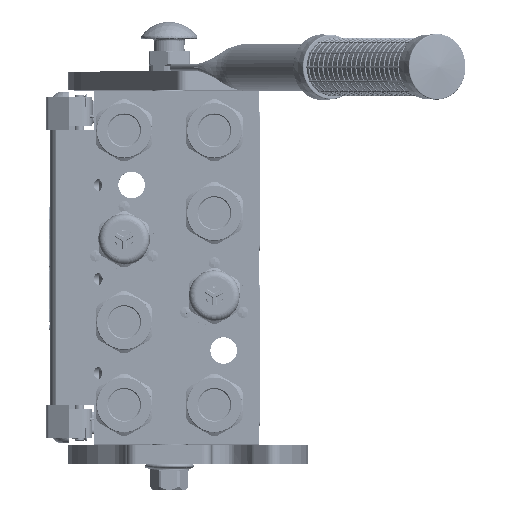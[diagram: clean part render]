
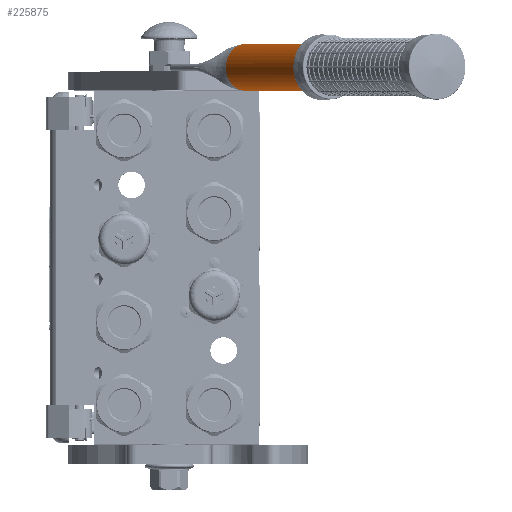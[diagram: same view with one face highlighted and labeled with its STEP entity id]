
A CAD part, top view. The second image highlights one B-rep face of the part: STEP entity #225875.
In plain terms, the highlighted cylindrical face has radius 12.5 mm (diameter 25 mm), a partial arc.
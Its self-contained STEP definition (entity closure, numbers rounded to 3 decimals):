
#3235 = CARTESIAN_POINT ( 'NONE',  ( 12.466, 0.13, -0.917 ) ) ;
#13402 = CARTESIAN_POINT ( 'NONE',  ( -12.456, 0.096, -1.087 ) ) ;
#18165 = CARTESIAN_POINT ( 'NONE',  ( 0., 198., 0. ) ) ;
#20569 = CARTESIAN_POINT ( 'NONE',  ( 12.468, 0.136, -0.889 ) ) ;
#22290 = CARTESIAN_POINT ( 'NONE',  ( 12.494, 0.221, -0.449 ) ) ;
#23137 = CARTESIAN_POINT ( 'NONE',  ( 12.474, 0.155, -0.804 ) ) ;
#31662 = CARTESIAN_POINT ( 'NONE',  ( -12.481, 0.178, -0.683 ) ) ;
#34224 = CARTESIAN_POINT ( 'NONE',  ( -12.472, 0.146, -0.859 ) ) ;
#35543 = EDGE_CURVE ( 'NONE', #246548, #95236, #247561, .T. ) ;
#39717 = CARTESIAN_POINT ( 'NONE',  ( 12.441, 0.049, -1.219 ) ) ;
#43130 = CARTESIAN_POINT ( 'NONE',  ( 12.479, 0.172, -0.721 ) ) ;
#45599 = CARTESIAN_POINT ( 'NONE',  ( -12.5, 198., 0. ) ) ;
#47704 = ORIENTED_EDGE ( 'NONE', *, *, #181101, .F. ) ;
#52034 = EDGE_CURVE ( 'NONE', #88097, #237709, #244833, .T. ) ;
#52551 = CARTESIAN_POINT ( 'NONE',  ( -12.481, 0.178, -0.688 ) ) ;
#55522 = CIRCLE ( 'NONE', #216452, 12.5 ) ;
#62169 = CARTESIAN_POINT ( 'NONE',  ( -12.426, 0., -1.36 ) ) ;
#64006 = DIRECTION ( 'NONE',  ( 0., 1., 0. ) ) ;
#64754 = CARTESIAN_POINT ( 'NONE',  ( 0., 0., -12.5 ) ) ;
#70752 = CARTESIAN_POINT ( 'NONE',  ( -12.5, 0.24, -0.108 ) ) ;
#71606 = CARTESIAN_POINT ( 'NONE',  ( -12.486, 0.195, -0.586 ) ) ;
#73275 = CARTESIAN_POINT ( 'NONE',  ( -12.482, 0.18, -0.676 ) ) ;
#76782 = EDGE_CURVE ( 'NONE', #92156, #254760, #190342, .T. ) ;
#81302 = CARTESIAN_POINT ( 'NONE',  ( 12.466, 0.127, -0.927 ) ) ;
#81479 = DIRECTION ( 'NONE',  ( 0., 1., 0. ) ) ;
#88097 = VERTEX_POINT ( 'NONE', #107364 ) ;
#89945 = B_SPLINE_CURVE_WITH_KNOTS ( 'NONE', 3,
 ( #171260, #70752, #151320, #211053, #172115, #113144, #71606, #132268, #130562, #73275, #31662, #52551, #34224, #13402, #251809 ),
 .UNSPECIFIED., .F., .F.,
 ( 4, 2, 2, 1, 1, 1, 2, 2, 4 ),
 ( 0., 0.25, 0.375, 0.438, 0.469, 0.484, 0.492, 0.5, 1. ),
 .UNSPECIFIED. ) ;
#91469 = B_SPLINE_CURVE_WITH_KNOTS ( 'NONE', 3,
 ( #141137, #39717, #102114, #219926, #139429, #81302, #3235, #200799, #20569, #101280, #23137, #140306, #43130, #22290, #178393, #122038 ),
 .UNSPECIFIED., .F., .F.,
 ( 4, 2, 1, 2, 2, 1, 2, 2, 4 ),
 ( 0., 0.25, 0.313, 0.328, 0.344, 0.375, 0.438, 0.5, 1. ),
 .UNSPECIFIED. ) ;
#92156 = VERTEX_POINT ( 'NONE', #130539 ) ;
#93985 = ORIENTED_EDGE ( 'NONE', *, *, #35543, .T. ) ;
#95236 = VERTEX_POINT ( 'NONE', #64754 ) ;
#95785 = ORIENTED_EDGE ( 'NONE', *, *, #207401, .T. ) ;
#96510 = CARTESIAN_POINT ( 'NONE',  ( 12.5, 198., 0. ) ) ;
#101280 = CARTESIAN_POINT ( 'NONE',  ( 12.471, 0.146, -0.847 ) ) ;
#102114 = CARTESIAN_POINT ( 'NONE',  ( 12.452, 0.083, -1.1 ) ) ;
#104830 = DIRECTION ( 'NONE',  ( 1., 0., 0. ) ) ;
#107364 = CARTESIAN_POINT ( 'NONE',  ( 12.5, 0.24, 0. ) ) ;
#113144 = CARTESIAN_POINT ( 'NONE',  ( -12.488, 0.202, -0.541 ) ) ;
#114251 = ORIENTED_EDGE ( 'NONE', *, *, #52034, .F. ) ;
#114647 = CARTESIAN_POINT ( 'NONE',  ( 12.426, 0., -1.36 ) ) ;
#120568 = FACE_OUTER_BOUND ( 'NONE', #242137, .T. ) ;
#122038 = CARTESIAN_POINT ( 'NONE',  ( 12.5, 0.24, 0. ) ) ;
#123502 = EDGE_CURVE ( 'NONE', #92156, #254838, #89945, .T. ) ;
#124796 = AXIS2_PLACEMENT_3D ( 'NONE', #222677, #81479, #221813 ) ;
#130539 = CARTESIAN_POINT ( 'NONE',  ( -12.5, 0.24, 0. ) ) ;
#130562 = CARTESIAN_POINT ( 'NONE',  ( -12.482, 0.182, -0.665 ) ) ;
#132268 = CARTESIAN_POINT ( 'NONE',  ( -12.484, 0.186, -0.638 ) ) ;
#136202 = EDGE_CURVE ( 'NONE', #237709, #254760, #55522, .T. ) ;
#139404 = VECTOR ( 'NONE', #64006, 1000. ) ;
#139429 = CARTESIAN_POINT ( 'NONE',  ( 12.464, 0.121, -0.953 ) ) ;
#140306 = CARTESIAN_POINT ( 'NONE',  ( 12.478, 0.167, -0.748 ) ) ;
#141137 = CARTESIAN_POINT ( 'NONE',  ( 12.426, 0., -1.36 ) ) ;
#141201 = CARTESIAN_POINT ( 'NONE',  ( 0., 0., 0. ) ) ;
#148449 = CYLINDRICAL_SURFACE ( 'NONE', #194168, 12.5 ) ;
#148553 = CARTESIAN_POINT ( 'NONE',  ( 0., 0., 0. ) ) ;
#151320 = CARTESIAN_POINT ( 'NONE',  ( -12.499, 0.235, -0.221 ) ) ;
#156905 = DIRECTION ( 'NONE',  ( 0., 1., 0. ) ) ;
#157569 = AXIS2_PLACEMENT_3D ( 'NONE', #141201, #244257, #210317 ) ;
#165914 = CIRCLE ( 'NONE', #124796, 12.5 ) ;
#168266 = ORIENTED_EDGE ( 'NONE', *, *, #76782, .T. ) ;
#171260 = CARTESIAN_POINT ( 'NONE',  ( -12.5, 0.24, 0. ) ) ;
#172115 = CARTESIAN_POINT ( 'NONE',  ( -12.492, 0.214, -0.452 ) ) ;
#178393 = CARTESIAN_POINT ( 'NONE',  ( 12.5, 0.24, -0.216 ) ) ;
#181101 = EDGE_CURVE ( 'NONE', #246548, #88097, #91469, .T. ) ;
#190342 = LINE ( 'NONE', #246133, #215224 ) ;
#194168 = AXIS2_PLACEMENT_3D ( 'NONE', #148553, #226543, #248179 ) ;
#200799 = CARTESIAN_POINT ( 'NONE',  ( 12.467, 0.131, -0.91 ) ) ;
#207401 = EDGE_CURVE ( 'NONE', #95236, #254838, #165914, .T. ) ;
#210317 = DIRECTION ( 'NONE',  ( 0.994, 0., -0.109 ) ) ;
#211053 = CARTESIAN_POINT ( 'NONE',  ( -12.494, 0.22, -0.394 ) ) ;
#215224 = VECTOR ( 'NONE', #246984, 1000. ) ;
#216452 = AXIS2_PLACEMENT_3D ( 'NONE', #18165, #156905, #104830 ) ;
#219926 = CARTESIAN_POINT ( 'NONE',  ( 12.461, 0.114, -0.981 ) ) ;
#221813 = DIRECTION ( 'NONE',  ( 0.994, 0., -0.109 ) ) ;
#222677 = CARTESIAN_POINT ( 'NONE',  ( 0., 0., 0. ) ) ;
#223409 = CARTESIAN_POINT ( 'NONE',  ( 12.5, 0.24, 0. ) ) ;
#225875 = ADVANCED_FACE ( 'NONE', ( #120568 ), #148449, .T. ) ;
#226543 = DIRECTION ( 'NONE',  ( 0., -1., 0. ) ) ;
#230491 = ORIENTED_EDGE ( 'NONE', *, *, #123502, .F. ) ;
#237709 = VERTEX_POINT ( 'NONE', #96510 ) ;
#242137 = EDGE_LOOP ( 'NONE', ( #93985, #95785, #230491, #168266, #242515, #114251, #47704 ) ) ;
#242515 = ORIENTED_EDGE ( 'NONE', *, *, #136202, .F. ) ;
#244257 = DIRECTION ( 'NONE',  ( 0., 1., 0. ) ) ;
#244833 = LINE ( 'NONE', #223409, #139404 ) ;
#246133 = CARTESIAN_POINT ( 'NONE',  ( -12.5, 0.24, 0. ) ) ;
#246548 = VERTEX_POINT ( 'NONE', #114647 ) ;
#246984 = DIRECTION ( 'NONE',  ( 0., 1., 0. ) ) ;
#247561 = CIRCLE ( 'NONE', #157569, 12.5 ) ;
#248179 = DIRECTION ( 'NONE',  ( 1., 0., 0. ) ) ;
#251809 = CARTESIAN_POINT ( 'NONE',  ( -12.426, 0., -1.36 ) ) ;
#254760 = VERTEX_POINT ( 'NONE', #45599 ) ;
#254838 = VERTEX_POINT ( 'NONE', #62169 ) ;
